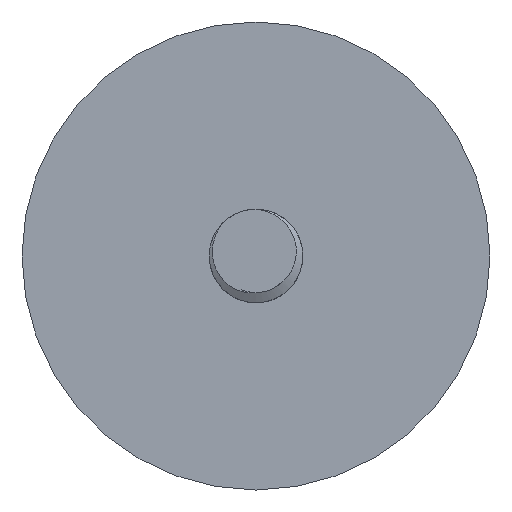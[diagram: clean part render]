
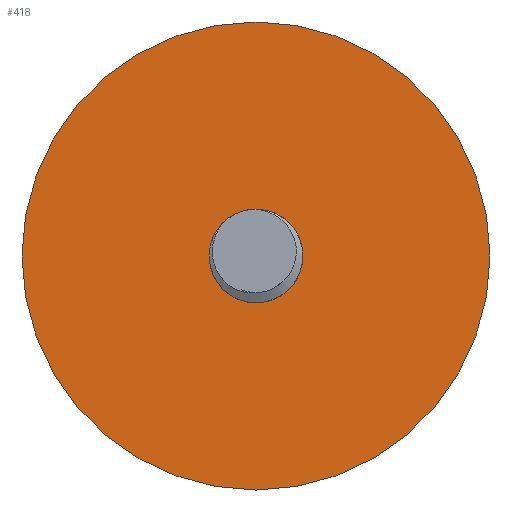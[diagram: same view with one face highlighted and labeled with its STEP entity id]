
A CAD part, front view. The second image highlights one B-rep face of the part: STEP entity #418.
In plain terms, the highlighted planar face has unit normal (0, -1, 0).
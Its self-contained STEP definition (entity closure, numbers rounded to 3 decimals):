
#14=FACE_BOUND('',#74,.T.);
#19=PLANE('',#463);
#49=FACE_OUTER_BOUND('',#73,.T.);
#73=EDGE_LOOP('',(#370));
#74=EDGE_LOOP('',(#371,#372,#373,#374));
#90=CIRCLE('',#436,3.);
#95=CIRCLE('',#454,2.95);
#99=CIRCLE('',#464,15.);
#121=B_SPLINE_CURVE_WITH_KNOTS('',3,(#4854,#4855,#4856,#4857),
 .UNSPECIFIED.,.F.,.F.,(4,4),(-0.747,-0.677),
 .UNSPECIFIED.);
#122=B_SPLINE_CURVE_WITH_KNOTS('',3,(#6138,#6139,#6140,#6141),
 .UNSPECIFIED.,.F.,.F.,(4,4),(-0.057,0.),.UNSPECIFIED.);
#155=VERTEX_POINT('',#555);
#156=VERTEX_POINT('',#620);
#186=VERTEX_POINT('',#3461);
#188=VERTEX_POINT('',#3487);
#192=VERTEX_POINT('',#6413);
#196=EDGE_CURVE('',#156,#155,#90,.T.);
#238=EDGE_CURVE('',#186,#188,#95,.T.);
#246=EDGE_CURVE('',#156,#186,#121,.T.);
#249=EDGE_CURVE('',#188,#155,#122,.T.);
#253=EDGE_CURVE('',#192,#192,#99,.T.);
#370=ORIENTED_EDGE('',*,*,#253,.T.);
#371=ORIENTED_EDGE('',*,*,#238,.F.);
#372=ORIENTED_EDGE('',*,*,#246,.F.);
#373=ORIENTED_EDGE('',*,*,#196,.T.);
#374=ORIENTED_EDGE('',*,*,#249,.F.);
#418=ADVANCED_FACE('',(#49,#14),#19,.F.);
#436=AXIS2_PLACEMENT_3D('',#621,#473,#474);
#454=AXIS2_PLACEMENT_3D('',#3488,#521,#522);
#463=AXIS2_PLACEMENT_3D('',#6412,#539,#540);
#464=AXIS2_PLACEMENT_3D('',#6414,#541,#542);
#473=DIRECTION('center_axis',(0.,1.,0.));
#474=DIRECTION('ref_axis',(1.,0.,0.));
#521=DIRECTION('center_axis',(0.,-1.,0.));
#522=DIRECTION('ref_axis',(0.,0.,1.));
#539=DIRECTION('center_axis',(0.,1.,0.));
#540=DIRECTION('ref_axis',(0.,0.,1.));
#541=DIRECTION('center_axis',(0.,-1.,0.));
#542=DIRECTION('ref_axis',(1.,0.,0.));
#555=CARTESIAN_POINT('',(10.,-1.,3.));
#620=CARTESIAN_POINT('',(7.898,-1.,2.141));
#621=CARTESIAN_POINT('Origin',(10.,-1.,0.));
#3461=CARTESIAN_POINT('',(7.582,-1.,1.69));
#3487=CARTESIAN_POINT('',(10.559,-1.,2.897));
#3488=CARTESIAN_POINT('Origin',(10.,-1.,0.));
#4854=CARTESIAN_POINT('Ctrl Pts',(7.898,-1.,2.141));
#4855=CARTESIAN_POINT('Ctrl Pts',(7.78,-1.,2.));
#4856=CARTESIAN_POINT('Ctrl Pts',(7.674,-1.,1.85));
#4857=CARTESIAN_POINT('Ctrl Pts',(7.582,-1.,1.69));
#6138=CARTESIAN_POINT('Ctrl Pts',(10.559,-1.,2.897));
#6139=CARTESIAN_POINT('Ctrl Pts',(10.377,-1.,2.949));
#6140=CARTESIAN_POINT('Ctrl Pts',(10.19,-1.,2.984));
#6141=CARTESIAN_POINT('Ctrl Pts',(10.,-1.,3.));
#6412=CARTESIAN_POINT('Origin',(10.,-1.,0.));
#6413=CARTESIAN_POINT('',(-5.,-1.,0.));
#6414=CARTESIAN_POINT('Origin',(10.,-1.,0.));
